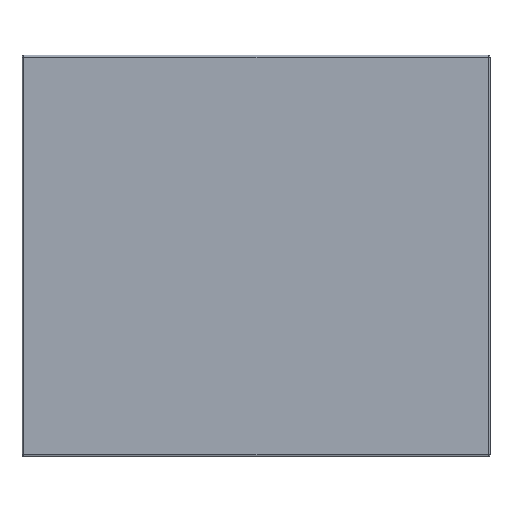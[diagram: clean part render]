
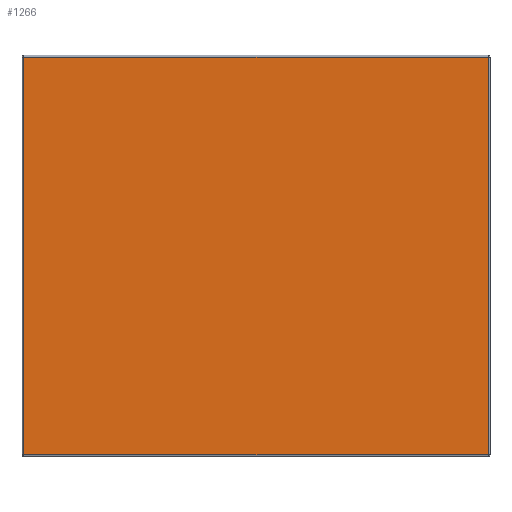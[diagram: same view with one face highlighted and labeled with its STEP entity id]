
A CAD part, front view. The second image highlights one B-rep face of the part: STEP entity #1266.
In plain terms, the highlighted planar face has unit normal (0, -1, 0).
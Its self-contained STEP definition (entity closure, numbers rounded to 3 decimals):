
#45=PLANE('',#1473);
#72=LINE('',#2074,#146);
#74=LINE('',#2084,#148);
#81=LINE('',#2114,#155);
#83=LINE('',#2117,#157);
#146=VECTOR('',#1634,10.);
#148=VECTOR('',#1646,10.);
#155=VECTOR('',#1685,10.);
#157=VECTOR('',#1689,10.);
#320=FACE_OUTER_BOUND('',#412,.T.);
#412=EDGE_LOOP('',(#1120,#1121,#1122,#1123));
#568=VERTEX_POINT('',#2054);
#573=VERTEX_POINT('',#2070);
#574=VERTEX_POINT('',#2077);
#583=VERTEX_POINT('',#2110);
#689=EDGE_CURVE('',#568,#573,#72,.T.);
#694=EDGE_CURVE('',#574,#568,#74,.T.);
#710=EDGE_CURVE('',#573,#583,#81,.T.);
#712=EDGE_CURVE('',#583,#574,#83,.T.);
#1120=ORIENTED_EDGE('',*,*,#689,.F.);
#1121=ORIENTED_EDGE('',*,*,#694,.F.);
#1122=ORIENTED_EDGE('',*,*,#712,.F.);
#1123=ORIENTED_EDGE('',*,*,#710,.F.);
#1266=ADVANCED_FACE('',(#320),#45,.F.);
#1473=AXIS2_PLACEMENT_3D('',#2380,#1924,#1925);
#1634=DIRECTION('',(0.,0.,-1.));
#1646=DIRECTION('',(1.,0.,0.));
#1685=DIRECTION('',(-1.,0.,0.));
#1689=DIRECTION('',(0.,0.,1.));
#1924=DIRECTION('center_axis',(0.,1.,0.));
#1925=DIRECTION('ref_axis',(1.,0.,0.));
#2054=CARTESIAN_POINT('',(71.35,0.,40.46));
#2070=CARTESIAN_POINT('',(71.35,0.,-24.7));
#2074=CARTESIAN_POINT('',(71.35,0.,24.32));
#2077=CARTESIAN_POINT('',(-4.7,0.,40.46));
#2084=CARTESIAN_POINT('',(14.163,0.,40.46));
#2110=CARTESIAN_POINT('',(-4.7,0.,-24.7));
#2114=CARTESIAN_POINT('',(52.488,0.,-24.7));
#2117=CARTESIAN_POINT('',(-4.7,0.,-8.56));
#2380=CARTESIAN_POINT('Origin',(33.325,0.,7.88));
